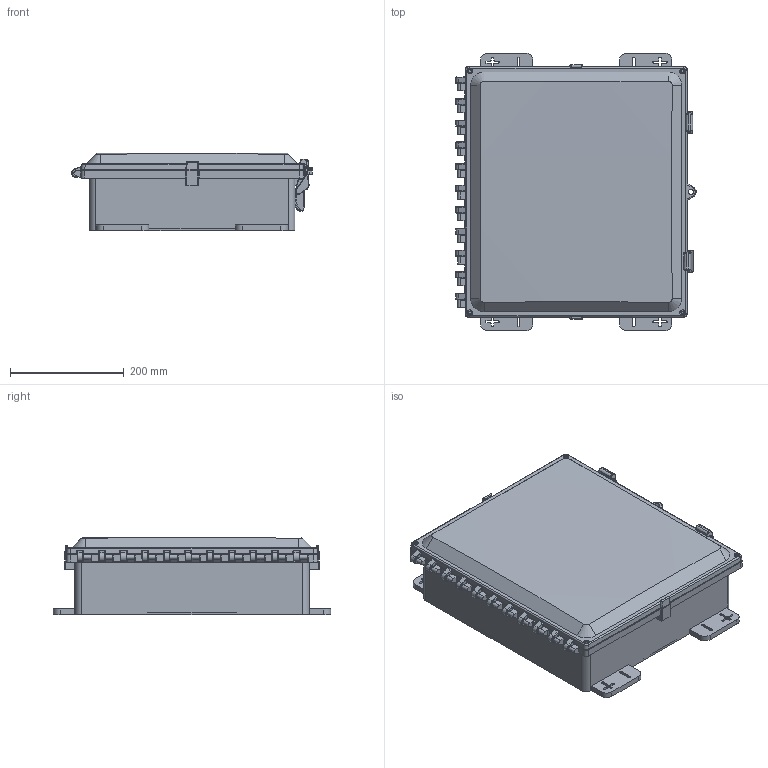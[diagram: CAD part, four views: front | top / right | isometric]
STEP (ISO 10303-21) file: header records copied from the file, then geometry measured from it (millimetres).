
FILE_DESCRIPTION (( 'STEP AP214' ), '1' );
FILE_NAME ('AH16144C.STEP', '2024-03-08T13:04:50', ( '' ), ( '' ), 'SwSTEP 2.0', 'SolidWorks 2023', '' );
FILE_SCHEMA (( 'AUTOMOTIVE_DESIGN' ));
Length unit declared in the file: inch
Products named in the file (1): AH16144C
Bounding box: 423.58 x 488.95 x 135.75 mm (x, y, z)
Volume: 2432781.4 mm3; surface area: 1160183.6 mm2
Topology: 6 solids, 6 shells, 1520 faces, 3893 edges, 2424 vertices
Faces by surface type: plane 551, cylinder 510, bspline 420, cone 24, torus 13, sphere 2
Full cylindrical faces by diameter (mm): 4.76 x21, 4.953 x4, 5.08 x4, 6.35 x4, 7.518 x4, 7.937 x11, 8.319 x11, 9.525 x2, 9.906 x4, 11.43 x1, 12.38 x21, 15.88 x4
Entity records: 74226 total; most frequent: CARTESIAN_POINT 42783, ORIENTED_EDGE 7508, DIRECTION 4818, EDGE_CURVE 3754, VERTEX_POINT 2391, VECTOR 1782, LINE 1782, EDGE_LOOP 1723
